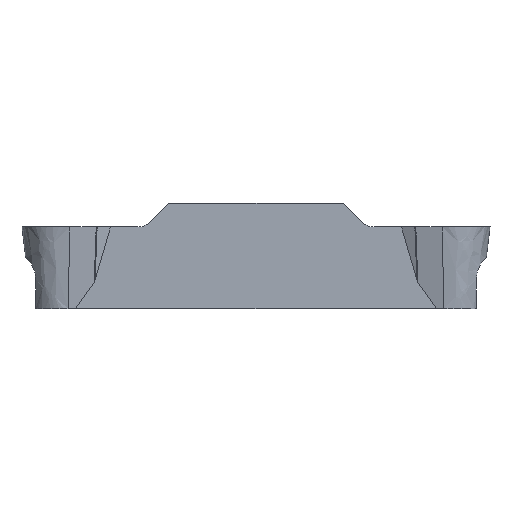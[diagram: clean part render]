
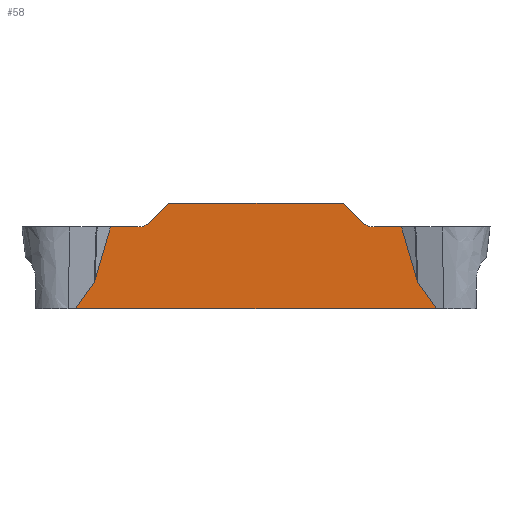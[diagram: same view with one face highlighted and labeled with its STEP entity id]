
A CAD part, left-side view. The second image highlights one B-rep face of the part: STEP entity #58.
In plain terms, the highlighted planar face has unit normal (-1, 0, 0).
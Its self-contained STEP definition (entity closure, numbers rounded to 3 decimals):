
#39=CIRCLE('',#591,1.);
#40=CIRCLE('',#592,1.);
#58=ADVANCED_FACE('',(#104),#84,.T.);
#84=PLANE('',#593);
#104=FACE_OUTER_BOUND('',#132,.T.);
#132=EDGE_LOOP('',(#281,#282,#283,#284,#285,#286,#287,#288,#289,#290,#291,
#292,#293,#294));
#163=LINE('',#775,#211);
#167=LINE('',#1007,#215);
#168=LINE('',#1008,#216);
#169=LINE('',#1021,#217);
#170=LINE('',#1023,#218);
#171=LINE('',#1027,#219);
#172=LINE('',#1029,#220);
#173=LINE('',#1031,#221);
#174=LINE('',#1035,#222);
#175=LINE('',#1037,#223);
#211=VECTOR('',#628,1.);
#215=VECTOR('',#634,1.);
#216=VECTOR('',#635,1.);
#217=VECTOR('',#636,1.);
#218=VECTOR('',#637,1.);
#219=VECTOR('',#640,1.);
#220=VECTOR('',#641,1.);
#221=VECTOR('',#642,1.);
#222=VECTOR('',#645,1.);
#223=VECTOR('',#646,1.);
#281=ORIENTED_EDGE('',*,*,#485,.T.);
#282=ORIENTED_EDGE('',*,*,#486,.T.);
#283=ORIENTED_EDGE('',*,*,#471,.T.);
#284=ORIENTED_EDGE('',*,*,#487,.T.);
#285=ORIENTED_EDGE('',*,*,#488,.T.);
#286=ORIENTED_EDGE('',*,*,#489,.T.);
#287=ORIENTED_EDGE('',*,*,#490,.F.);
#288=ORIENTED_EDGE('',*,*,#491,.F.);
#289=ORIENTED_EDGE('',*,*,#492,.F.);
#290=ORIENTED_EDGE('',*,*,#493,.F.);
#291=ORIENTED_EDGE('',*,*,#494,.F.);
#292=ORIENTED_EDGE('',*,*,#495,.F.);
#293=ORIENTED_EDGE('',*,*,#496,.F.);
#294=ORIENTED_EDGE('',*,*,#497,.T.);
#419=VERTEX_POINT('',#774);
#420=VERTEX_POINT('',#776);
#429=VERTEX_POINT('',#1005);
#430=VERTEX_POINT('',#1006);
#431=VERTEX_POINT('',#1009);
#432=VERTEX_POINT('',#1020);
#433=VERTEX_POINT('',#1022);
#434=VERTEX_POINT('',#1024);
#435=VERTEX_POINT('',#1026);
#436=VERTEX_POINT('',#1028);
#437=VERTEX_POINT('',#1030);
#438=VERTEX_POINT('',#1032);
#439=VERTEX_POINT('',#1034);
#440=VERTEX_POINT('',#1036);
#471=EDGE_CURVE('',#420,#419,#163,.T.);
#485=EDGE_CURVE('',#429,#430,#559,.T.);
#486=EDGE_CURVE('',#430,#420,#167,.T.);
#487=EDGE_CURVE('',#419,#431,#168,.T.);
#488=EDGE_CURVE('',#431,#432,#560,.T.);
#489=EDGE_CURVE('',#432,#433,#169,.T.);
#490=EDGE_CURVE('',#434,#433,#170,.T.);
#491=EDGE_CURVE('',#435,#434,#39,.T.);
#492=EDGE_CURVE('',#436,#435,#171,.T.);
#493=EDGE_CURVE('',#437,#436,#172,.T.);
#494=EDGE_CURVE('',#438,#437,#173,.T.);
#495=EDGE_CURVE('',#439,#438,#40,.T.);
#496=EDGE_CURVE('',#440,#439,#174,.T.);
#497=EDGE_CURVE('',#440,#429,#175,.T.);
#559=B_SPLINE_CURVE_WITH_KNOTS('',3,(#995,#996,#997,#998,#999,#1000,#1001,
#1002,#1003,#1004),.UNSPECIFIED.,.F.,.F.,(4,3,3,4),(0.,0.364,
0.679,1.),.UNSPECIFIED.);
#560=B_SPLINE_CURVE_WITH_KNOTS('',3,(#1010,#1011,#1012,#1013,#1014,#1015,
#1016,#1017,#1018,#1019),.UNSPECIFIED.,.F.,.F.,(4,3,3,4),(0.,0.29,
0.577,1.),.UNSPECIFIED.);
#591=AXIS2_PLACEMENT_3D('',#1025,#638,#639);
#592=AXIS2_PLACEMENT_3D('',#1033,#643,#644);
#593=AXIS2_PLACEMENT_3D('',#1038,#647,#648);
#628=DIRECTION('',(0.,-1.,0.));
#634=DIRECTION('',(0.,0.577,-0.817));
#635=DIRECTION('',(0.,0.577,0.817));
#636=DIRECTION('',(0.,0.279,0.96));
#637=DIRECTION('',(0.,-1.,0.));
#638=DIRECTION('',(-1.,0.,0.));
#639=DIRECTION('',(0.,0.,1.));
#640=DIRECTION('',(0.,-0.707,-0.707));
#641=DIRECTION('',(0.,-1.,0.));
#642=DIRECTION('',(0.,-0.707,0.707));
#643=DIRECTION('',(-1.,0.,0.));
#644=DIRECTION('',(0.,0.,1.));
#645=DIRECTION('',(0.,-1.,0.));
#646=DIRECTION('',(0.,0.279,-0.96));
#647=DIRECTION('',(-1.,0.,0.));
#648=DIRECTION('',(0.,0.,1.));
#774=CARTESIAN_POINT('',(-1.6,2.554,-4.495));
#775=CARTESIAN_POINT('',(-1.6,24.65,-4.495));
#776=CARTESIAN_POINT('',(-1.6,22.446,-4.495));
#995=CARTESIAN_POINT('',(-1.6,21.365,-2.911));
#996=CARTESIAN_POINT('',(-1.6,21.369,-2.928));
#997=CARTESIAN_POINT('',(-1.6,21.375,-2.945));
#998=CARTESIAN_POINT('',(-1.6,21.38,-2.961));
#999=CARTESIAN_POINT('',(-1.6,21.385,-2.976));
#1000=CARTESIAN_POINT('',(-1.6,21.391,-2.99));
#1001=CARTESIAN_POINT('',(-1.6,21.397,-3.004));
#1002=CARTESIAN_POINT('',(-1.6,21.403,-3.018));
#1003=CARTESIAN_POINT('',(-1.6,21.41,-3.032));
#1004=CARTESIAN_POINT('',(-1.6,21.419,-3.044));
#1005=CARTESIAN_POINT('',(-1.6,21.365,-2.911));
#1006=CARTESIAN_POINT('',(-1.6,21.419,-3.044));
#1007=CARTESIAN_POINT('',(-1.6,20.45,-1.674));
#1008=CARTESIAN_POINT('',(-1.6,12.649,9.781));
#1009=CARTESIAN_POINT('',(-1.6,3.581,-3.044));
#1010=CARTESIAN_POINT('',(-1.6,3.581,-3.044));
#1011=CARTESIAN_POINT('',(-1.6,3.589,-3.033));
#1012=CARTESIAN_POINT('',(-1.6,3.595,-3.02));
#1013=CARTESIAN_POINT('',(-1.6,3.601,-3.008));
#1014=CARTESIAN_POINT('',(-1.6,3.607,-2.995));
#1015=CARTESIAN_POINT('',(-1.6,3.612,-2.982));
#1016=CARTESIAN_POINT('',(-1.6,3.617,-2.969));
#1017=CARTESIAN_POINT('',(-1.6,3.624,-2.95));
#1018=CARTESIAN_POINT('',(-1.6,3.63,-2.931));
#1019=CARTESIAN_POINT('',(-1.6,3.635,-2.911));
#1020=CARTESIAN_POINT('',(-1.6,3.635,-2.911));
#1021=CARTESIAN_POINT('',(-1.6,6.398,6.598));
#1022=CARTESIAN_POINT('',(-1.6,4.481,0.));
#1023=CARTESIAN_POINT('',(-1.6,24.65,0.));
#1024=CARTESIAN_POINT('',(-1.6,5.99,0.));
#1025=CARTESIAN_POINT('',(-1.6,5.99,1.));
#1026=CARTESIAN_POINT('',(-1.6,6.697,0.293));
#1027=CARTESIAN_POINT('',(-1.6,16.175,9.77));
#1028=CARTESIAN_POINT('',(-1.6,7.7,1.295));
#1029=CARTESIAN_POINT('',(-1.6,24.65,1.295));
#1030=CARTESIAN_POINT('',(-1.6,17.3,1.295));
#1031=CARTESIAN_POINT('',(-1.6,20.975,-2.38));
#1032=CARTESIAN_POINT('',(-1.6,18.303,0.293));
#1033=CARTESIAN_POINT('',(-1.6,19.01,1.));
#1034=CARTESIAN_POINT('',(-1.6,19.01,0.));
#1035=CARTESIAN_POINT('',(-1.6,24.65,0.));
#1036=CARTESIAN_POINT('',(-1.6,20.519,0.));
#1037=CARTESIAN_POINT('',(-1.6,20.493,0.088));
#1038=CARTESIAN_POINT('',(-1.6,24.65,1.295));
